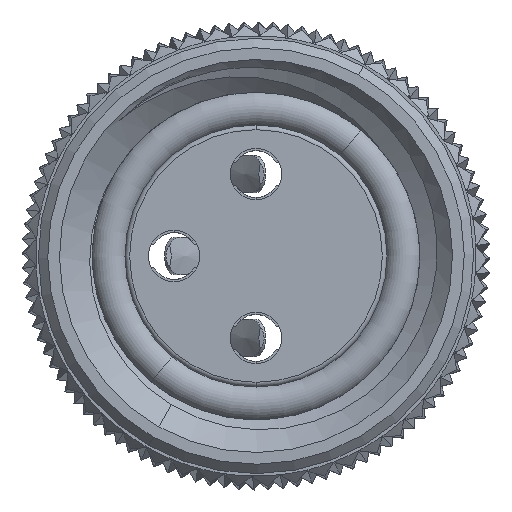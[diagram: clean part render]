
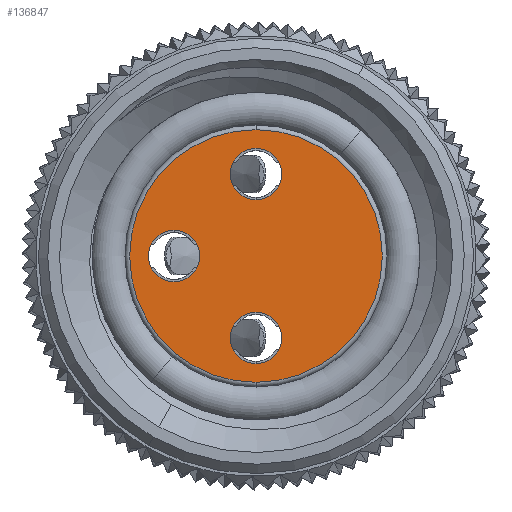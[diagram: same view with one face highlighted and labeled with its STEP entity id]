
A CAD part, left-side view. The second image highlights one B-rep face of the part: STEP entity #136847.
In plain terms, the highlighted planar face has unit normal (-1, 0, 0).
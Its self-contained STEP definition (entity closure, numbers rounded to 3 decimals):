
#1905 = VERTEX_POINT ( 'NONE', #65028 ) ;
#2649 = AXIS2_PLACEMENT_3D ( 'NONE', #14538, #62211, #109917 ) ;
#5247 = CARTESIAN_POINT ( 'NONE',  ( -5.5, 0., 0. ) ) ;
#9783 = EDGE_LOOP ( 'NONE', ( #48587, #102608 ) ) ;
#10070 = CIRCLE ( 'NONE', #47453, 0.55 ) ;
#11245 = DIRECTION ( 'NONE',  ( 0., 0., 1. ) ) ;
#14538 = CARTESIAN_POINT ( 'NONE',  ( -5.5, 0., -1.75 ) ) ;
#14821 = EDGE_CURVE ( 'NONE', #68421, #108120, #46296, .T. ) ;
#18486 = ORIENTED_EDGE ( 'NONE', *, *, #80615, .F. ) ;
#18984 = ORIENTED_EDGE ( 'NONE', *, *, #119290, .F. ) ;
#19138 = CARTESIAN_POINT ( 'NONE',  ( -5.5, 0., -1.2 ) ) ;
#20132 = CIRCLE ( 'NONE', #2649, 0.55 ) ;
#20375 = PLANE ( 'NONE',  #140844 ) ;
#21925 = CARTESIAN_POINT ( 'NONE',  ( -5.5, 0., 0. ) ) ;
#23776 = EDGE_LOOP ( 'NONE', ( #18984, #55662 ) ) ;
#24323 = EDGE_CURVE ( 'NONE', #108120, #68421, #97184, .T. ) ;
#24721 = AXIS2_PLACEMENT_3D ( 'NONE', #64942, #89189, #148602 ) ;
#30414 = EDGE_CURVE ( 'NONE', #62418, #60379, #76188, .T. ) ;
#32623 = VERTEX_POINT ( 'NONE', #126878 ) ;
#33670 = FACE_OUTER_BOUND ( 'NONE', #109421, .T. ) ;
#34396 = VERTEX_POINT ( 'NONE', #138569 ) ;
#34701 = CARTESIAN_POINT ( 'NONE',  ( -5.5, 0., 2.3 ) ) ;
#40241 = DIRECTION ( 'NONE',  ( -1., 0., 0. ) ) ;
#43072 = DIRECTION ( 'NONE',  ( 1., 0., 0. ) ) ;
#44158 = ORIENTED_EDGE ( 'NONE', *, *, #14821, .T. ) ;
#46296 = CIRCLE ( 'NONE', #88724, 2.7 ) ;
#46780 = CARTESIAN_POINT ( 'NONE',  ( -5.5, 0., -1.75 ) ) ;
#47453 = AXIS2_PLACEMENT_3D ( 'NONE', #56588, #66772, #80830 ) ;
#48587 = ORIENTED_EDGE ( 'NONE', *, *, #73339, .F. ) ;
#54790 = FACE_BOUND ( 'NONE', #71707, .T. ) ;
#55298 = CIRCLE ( 'NONE', #142711, 0.55 ) ;
#55662 = ORIENTED_EDGE ( 'NONE', *, *, #146330, .F. ) ;
#55865 = CARTESIAN_POINT ( 'NONE',  ( -5.5, 1.75, 0. ) ) ;
#56588 = CARTESIAN_POINT ( 'NONE',  ( -5.5, 1.75, 0. ) ) ;
#57126 = FACE_BOUND ( 'NONE', #9783, .T. ) ;
#58934 = DIRECTION ( 'NONE',  ( -1., 0., 0. ) ) ;
#60379 = VERTEX_POINT ( 'NONE', #150738 ) ;
#62211 = DIRECTION ( 'NONE',  ( -1., 0., 0. ) ) ;
#62418 = VERTEX_POINT ( 'NONE', #34701 ) ;
#64942 = CARTESIAN_POINT ( 'NONE',  ( -5.5, 0., 0. ) ) ;
#65028 = CARTESIAN_POINT ( 'NONE',  ( -5.5, 1.75, -0.55 ) ) ;
#66772 = DIRECTION ( 'NONE',  ( -1., 0., 0. ) ) ;
#67526 = CIRCLE ( 'NONE', #77575, 0.55 ) ;
#68165 = CARTESIAN_POINT ( 'NONE',  ( -5.5, 0., -2.7 ) ) ;
#68183 = ORIENTED_EDGE ( 'NONE', *, *, #30414, .F. ) ;
#68421 = VERTEX_POINT ( 'NONE', #91891 ) ;
#71707 = EDGE_LOOP ( 'NONE', ( #68183, #18486 ) ) ;
#73339 = EDGE_CURVE ( 'NONE', #34396, #1905, #10070, .T. ) ;
#76188 = CIRCLE ( 'NONE', #91129, 0.55 ) ;
#77575 = AXIS2_PLACEMENT_3D ( 'NONE', #126169, #40241, #141768 ) ;
#80590 = CIRCLE ( 'NONE', #110510, 0.55 ) ;
#80615 = EDGE_CURVE ( 'NONE', #60379, #62418, #67526, .T. ) ;
#80830 = DIRECTION ( 'NONE',  ( 0., 0., 1. ) ) ;
#87495 = VERTEX_POINT ( 'NONE', #19138 ) ;
#88724 = AXIS2_PLACEMENT_3D ( 'NONE', #5247, #100631, #114655 ) ;
#89189 = DIRECTION ( 'NONE',  ( -1., 0., 0. ) ) ;
#91129 = AXIS2_PLACEMENT_3D ( 'NONE', #132388, #58934, #11245 ) ;
#91891 = CARTESIAN_POINT ( 'NONE',  ( -5.5, 0., 2.7 ) ) ;
#97184 = CIRCLE ( 'NONE', #24721, 2.7 ) ;
#100631 = DIRECTION ( 'NONE',  ( -1., 0., 0. ) ) ;
#102482 = DIRECTION ( 'NONE',  ( 0., 0., -1. ) ) ;
#102608 = ORIENTED_EDGE ( 'NONE', *, *, #152869, .F. ) ;
#104350 = DIRECTION ( 'NONE',  ( -1., 0., 0. ) ) ;
#108120 = VERTEX_POINT ( 'NONE', #68165 ) ;
#109421 = EDGE_LOOP ( 'NONE', ( #109602, #44158 ) ) ;
#109602 = ORIENTED_EDGE ( 'NONE', *, *, #24323, .T. ) ;
#109917 = DIRECTION ( 'NONE',  ( 0., 0., 1. ) ) ;
#110510 = AXIS2_PLACEMENT_3D ( 'NONE', #46780, #153121, #141398 ) ;
#114655 = DIRECTION ( 'NONE',  ( 0., 0., -1. ) ) ;
#119290 = EDGE_CURVE ( 'NONE', #87495, #32623, #80590, .T. ) ;
#126169 = CARTESIAN_POINT ( 'NONE',  ( -5.5, 0., 1.75 ) ) ;
#126878 = CARTESIAN_POINT ( 'NONE',  ( -5.5, 0., -2.3 ) ) ;
#132388 = CARTESIAN_POINT ( 'NONE',  ( -5.5, 0., 1.75 ) ) ;
#136847 = ADVANCED_FACE ( 'NONE', ( #33670, #54790, #57126, #138454 ), #20375, .F. ) ;
#137986 = DIRECTION ( 'NONE',  ( 0., 0., 1. ) ) ;
#138454 = FACE_BOUND ( 'NONE', #23776, .T. ) ;
#138569 = CARTESIAN_POINT ( 'NONE',  ( -5.5, 1.75, 0.55 ) ) ;
#140844 = AXIS2_PLACEMENT_3D ( 'NONE', #21925, #43072, #102482 ) ;
#141398 = DIRECTION ( 'NONE',  ( 0., 0., 1. ) ) ;
#141768 = DIRECTION ( 'NONE',  ( 0., 0., 1. ) ) ;
#142711 = AXIS2_PLACEMENT_3D ( 'NONE', #55865, #104350, #137986 ) ;
#146330 = EDGE_CURVE ( 'NONE', #32623, #87495, #20132, .T. ) ;
#148602 = DIRECTION ( 'NONE',  ( 0., 0., -1. ) ) ;
#150738 = CARTESIAN_POINT ( 'NONE',  ( -5.5, 0., 1.2 ) ) ;
#152869 = EDGE_CURVE ( 'NONE', #1905, #34396, #55298, .T. ) ;
#153121 = DIRECTION ( 'NONE',  ( -1., 0., 0. ) ) ;
